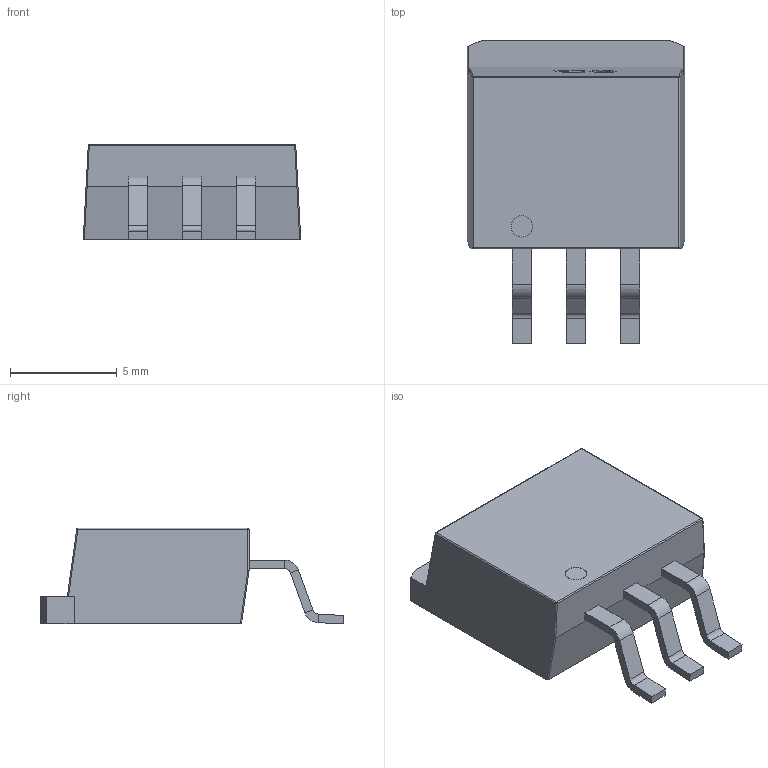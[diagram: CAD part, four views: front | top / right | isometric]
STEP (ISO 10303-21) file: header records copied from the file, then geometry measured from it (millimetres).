
FILE_DESCRIPTION (( 'STEP AP214' ), '1' );
FILE_NAME ('TO-263-3_L10.2-W8.7-H4.5-LS14.4-P2.54.step', '2022-08-01T13:05:38', ( '' ), ( '' ), 'SwSTEP 2.0', 'SolidWorks 2020', '' );
FILE_SCHEMA (( 'AUTOMOTIVE_DESIGN' ));
Length unit declared in the file: millimetre
Products named in the file (1): TO-263-3_L10.2-W8.7-H4.5-LS14.4-P2.54
Bounding box: 10.2 x 14.23 x 4.5 mm (x, y, z)
Volume: 393.3 mm3; surface area: 576.9 mm2
Topology: 2 solids, 2 shells, 337 faces, 872 edges, 560 vertices
Faces by surface type: plane 211, bspline 98, cylinder 24, sphere 4
Entity records: 14366 total; most frequent: CARTESIAN_POINT 3092, ORIENTED_EDGE 1740, DIRECTION 1184, EDGE_CURVE 870, VECTOR 624, LINE 624, VERTEX_POINT 560, EDGE_LOOP 360
